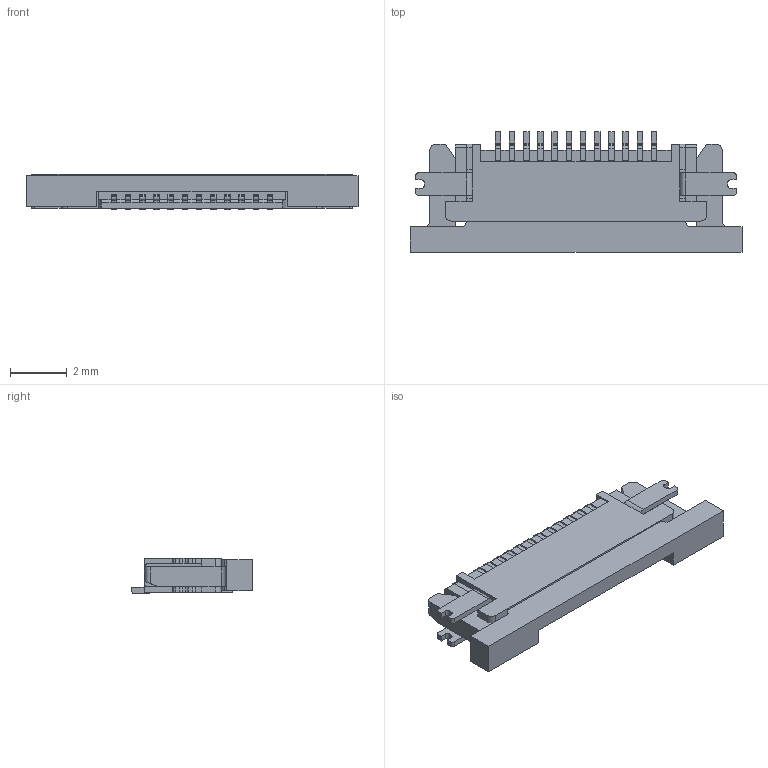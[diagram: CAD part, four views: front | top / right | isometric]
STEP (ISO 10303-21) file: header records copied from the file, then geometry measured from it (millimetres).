
FILE_DESCRIPTION(('STEP AP214'),'1');
FILE_NAME('687112183722.stp','2018-02-20T08:38:08',('TraceParts'),('TraceParts S.A.'),'Spatial InterOp 3D',' ',' ');
FILE_SCHEMA(('automotive_design'));
Length unit declared in the file: millimetre
Products named in the file (16): 687112183722_1; 687112183722_2; 687112183722_3; 687112183722_4; 687112183722_5; 687112183722_6; 687112183722_7; 687112183722_8; 687112183722_9; 687112183722_10; 687112183722_11; 687112183722_12; 687112183722_13; 687112183722_14; 687112183722_15; 687112183722_16
Bounding box: 11.7 x 4.25 x 1.25 mm (x, y, z)
Volume: 35.5 mm3; surface area: 295 mm2
Topology: 16 solids, 16 shells, 950 faces, 2840 edges, 1876 vertices
Faces by surface type: plane 657, cylinder 291, extrusion 2
Entity records: 39739 total; most frequent: CARTESIAN_POINT 5700, ORIENTED_EDGE 5680, DIRECTION 5350, EDGE_CURVE 2840, VECTOR 2254, LINE 2252, VERTEX_POINT 1876, AXIS2_PLACEMENT_3D 1548
